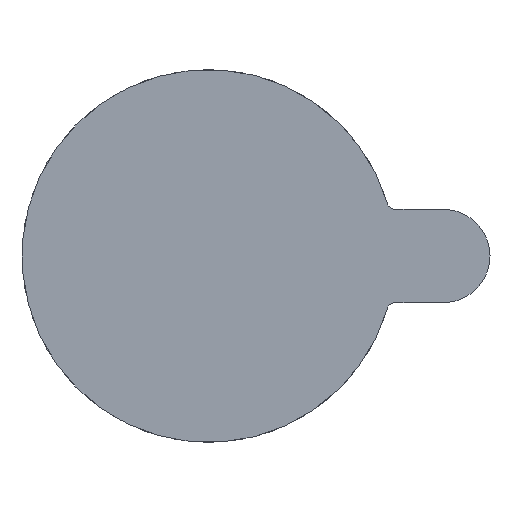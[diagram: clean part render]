
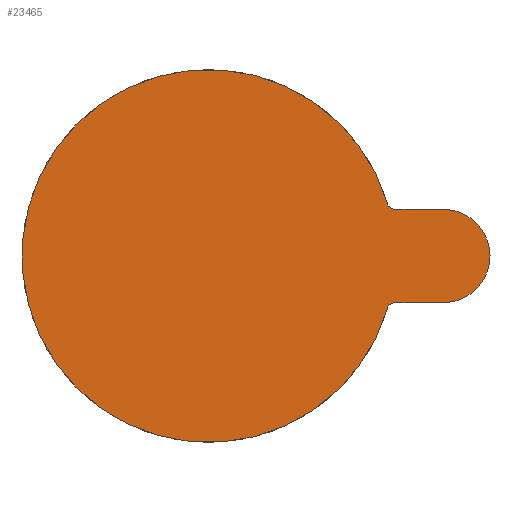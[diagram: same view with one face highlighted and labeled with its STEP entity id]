
A CAD part, top view. The second image highlights one B-rep face of the part: STEP entity #23465.
In plain terms, the highlighted planar face has unit normal (0, 0, 1).
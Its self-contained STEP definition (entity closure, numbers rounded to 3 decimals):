
#729 = VECTOR ( 'NONE', #11142, 1000. ) ;
#1363 = ORIENTED_EDGE ( 'NONE', *, *, #27336, .F. ) ;
#1584 = VERTEX_POINT ( 'NONE', #29516 ) ;
#2301 = DIRECTION ( 'NONE',  ( -1., 0., 0. ) ) ;
#2719 = EDGE_LOOP ( 'NONE', ( #16097, #3567, #15176, #5881, #10416, #1363 ) ) ;
#2828 = CARTESIAN_POINT ( 'NONE',  ( 65.143, 56.036, 0.15 ) ) ;
#3206 = DIRECTION ( 'NONE',  ( -1., 0., 0. ) ) ;
#3349 = CARTESIAN_POINT ( 'NONE',  ( 62.024, 49.536, 0.15 ) ) ;
#3567 = ORIENTED_EDGE ( 'NONE', *, *, #8395, .F. ) ;
#3850 = VERTEX_POINT ( 'NONE', #25555 ) ;
#5214 = EDGE_CURVE ( 'NONE', #16507, #16113, #9629, .T. ) ;
#5881 = ORIENTED_EDGE ( 'NONE', *, *, #7087, .F. ) ;
#7086 = CARTESIAN_POINT ( 'NONE',  ( 62.024, 56.036, 0.15 ) ) ;
#7087 = EDGE_CURVE ( 'NONE', #16113, #27936, #18410, .T. ) ;
#7390 = DIRECTION ( 'NONE',  ( 0., 0., -1. ) ) ;
#7424 = CARTESIAN_POINT ( 'NONE',  ( 61.544, 49.676, 0.15 ) ) ;
#7864 = AXIS2_PLACEMENT_3D ( 'NONE', #3349, #12489, #3206 ) ;
#8395 = EDGE_CURVE ( 'NONE', #3850, #1584, #10262, .T. ) ;
#9629 = CIRCLE ( 'NONE', #16303, 0.5 ) ;
#10069 = DIRECTION ( 'NONE',  ( 0., 0., 1. ) ) ;
#10224 = CARTESIAN_POINT ( 'NONE',  ( 62.024, 49.536, 0.15 ) ) ;
#10262 = LINE ( 'NONE', #19864, #26824 ) ;
#10416 = ORIENTED_EDGE ( 'NONE', *, *, #5214, .F. ) ;
#10726 = CIRCLE ( 'NONE', #7864, 0.5 ) ;
#10741 = CIRCLE ( 'NONE', #27407, 3. ) ;
#11142 = DIRECTION ( 'NONE',  ( 1., 0., 0. ) ) ;
#11459 = CARTESIAN_POINT ( 'NONE',  ( 62.024, 56.536, 0.15 ) ) ;
#12023 = CARTESIAN_POINT ( 'NONE',  ( 65.143, 53.036, 0.15 ) ) ;
#12489 = DIRECTION ( 'NONE',  ( 0., 0., 1. ) ) ;
#15176 = ORIENTED_EDGE ( 'NONE', *, *, #29524, .T. ) ;
#15915 = CARTESIAN_POINT ( 'NONE',  ( 50.024, 53.036, 0.15 ) ) ;
#16097 = ORIENTED_EDGE ( 'NONE', *, *, #29241, .F. ) ;
#16113 = VERTEX_POINT ( 'NONE', #22365 ) ;
#16303 = AXIS2_PLACEMENT_3D ( 'NONE', #11459, #27398, #24555 ) ;
#16507 = VERTEX_POINT ( 'NONE', #26003 ) ;
#18111 = DIRECTION ( 'NONE',  ( 0., 0., -1. ) ) ;
#18410 = LINE ( 'NONE', #7086, #729 ) ;
#18514 = CIRCLE ( 'NONE', #26603, 12. ) ;
#19276 = DIRECTION ( 'NONE',  ( -1., 0., 0. ) ) ;
#19322 = DIRECTION ( 'NONE',  ( -1., 0., 0. ) ) ;
#19864 = CARTESIAN_POINT ( 'NONE',  ( 65.143, 50.036, 0.15 ) ) ;
#22365 = CARTESIAN_POINT ( 'NONE',  ( 62.024, 56.036, 0.15 ) ) ;
#23086 = VERTEX_POINT ( 'NONE', #7424 ) ;
#23307 = FACE_OUTER_BOUND ( 'NONE', #2719, .T. ) ;
#23465 = ADVANCED_FACE ( 'NONE', ( #23307 ), #28260, .F. ) ;
#24555 = DIRECTION ( 'NONE',  ( -1., 0., 0. ) ) ;
#25555 = CARTESIAN_POINT ( 'NONE',  ( 65.143, 50.036, 0.15 ) ) ;
#26003 = CARTESIAN_POINT ( 'NONE',  ( 61.544, 56.396, 0.15 ) ) ;
#26018 = AXIS2_PLACEMENT_3D ( 'NONE', #10224, #7390, #19276 ) ;
#26603 = AXIS2_PLACEMENT_3D ( 'NONE', #15915, #18111, #2301 ) ;
#26824 = VECTOR ( 'NONE', #19322, 1000. ) ;
#27336 = EDGE_CURVE ( 'NONE', #23086, #16507, #18514, .T. ) ;
#27398 = DIRECTION ( 'NONE',  ( 0., 0., 1. ) ) ;
#27407 = AXIS2_PLACEMENT_3D ( 'NONE', #12023, #10069, #28097 ) ;
#27936 = VERTEX_POINT ( 'NONE', #2828 ) ;
#28097 = DIRECTION ( 'NONE',  ( -1., 0., 0. ) ) ;
#28260 = PLANE ( 'NONE',  #26018 ) ;
#29241 = EDGE_CURVE ( 'NONE', #1584, #23086, #10726, .T. ) ;
#29516 = CARTESIAN_POINT ( 'NONE',  ( 62.024, 50.036, 0.15 ) ) ;
#29524 = EDGE_CURVE ( 'NONE', #3850, #27936, #10741, .T. ) ;
